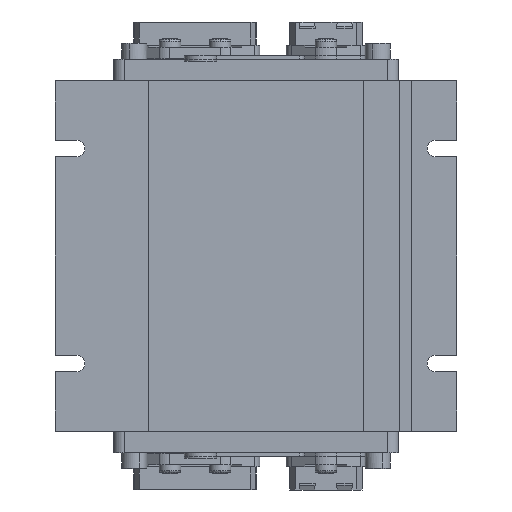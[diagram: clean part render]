
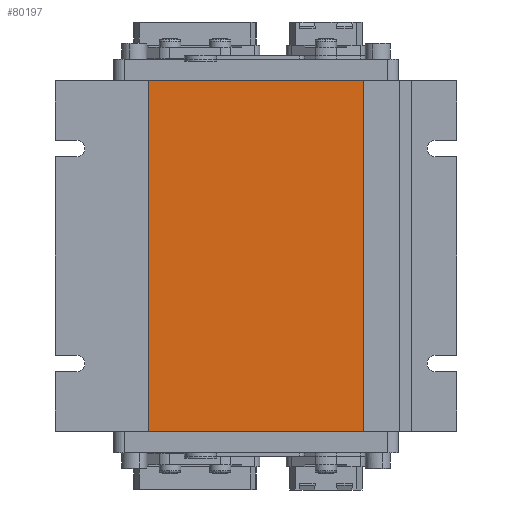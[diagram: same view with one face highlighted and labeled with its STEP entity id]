
A CAD part, front view. The second image highlights one B-rep face of the part: STEP entity #80197.
In plain terms, the highlighted planar face has unit normal (0, -1, 0).
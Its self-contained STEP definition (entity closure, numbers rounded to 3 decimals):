
#80184=AXIS2_PLACEMENT_3D('Plane Axis2P3D',#80181,#80182,#80183) ;
#7155=CARTESIAN_POINT('Vertex',(86.,27.499,16.3)) ;
#7158=CARTESIAN_POINT('Line Origine',(56.,27.499,16.3)) ;
#7162=CARTESIAN_POINT('Vertex',(26.,27.499,16.3)) ;
#7602=CARTESIAN_POINT('Line Origine',(26.,27.499,65.2)) ;
#7606=CARTESIAN_POINT('Vertex',(26.,27.499,114.1)) ;
#80166=CARTESIAN_POINT('Vertex',(86.,27.499,114.1)) ;
#80169=CARTESIAN_POINT('Line Origine',(86.,27.499,65.2)) ;
#80181=CARTESIAN_POINT('Axis2P3D Location',(93.,27.499,65.2)) ;
#80186=CARTESIAN_POINT('Line Origine',(56.,27.499,114.1)) ;
#7159=DIRECTION('Vector Direction',(-1.,0.,0.)) ;
#7603=DIRECTION('Vector Direction',(0.,0.,-1.)) ;
#80170=DIRECTION('Vector Direction',(0.,0.,-1.)) ;
#80182=DIRECTION('Axis2P3D Direction',(0.,1.,0.)) ;
#80183=DIRECTION('Axis2P3D XDirection',(-1.,0.,0.)) ;
#80187=DIRECTION('Vector Direction',(-1.,0.,0.)) ;
#7160=VECTOR('Line Direction',#7159,1.) ;
#7604=VECTOR('Line Direction',#7603,1.) ;
#80171=VECTOR('Line Direction',#80170,1.) ;
#80188=VECTOR('Line Direction',#80187,1.) ;
#80192=ORIENTED_EDGE('',*,*,#80190,.F.) ;
#80193=ORIENTED_EDGE('',*,*,#7608,.T.) ;
#80194=ORIENTED_EDGE('',*,*,#7164,.T.) ;
#80195=ORIENTED_EDGE('',*,*,#80173,.F.) ;
#80197=ADVANCED_FACE('Brep With Voids',(#80196),#80185,.F.) ;
#7164=EDGE_CURVE('',#7163,#7156,#7161,.F.) ;
#7608=EDGE_CURVE('',#7607,#7163,#7605,.T.) ;
#80173=EDGE_CURVE('',#80167,#7156,#80172,.T.) ;
#80190=EDGE_CURVE('',#7607,#80167,#80189,.F.) ;
#80191=EDGE_LOOP('',(#80192,#80193,#80194,#80195)) ;
#80196=FACE_OUTER_BOUND('',#80191,.T.) ;
#7161=LINE('Line',#7158,#7160) ;
#7605=LINE('Line',#7602,#7604) ;
#80172=LINE('Line',#80169,#80171) ;
#80189=LINE('Line',#80186,#80188) ;
#80185=PLANE('',#80184) ;
#7156=VERTEX_POINT('',#7155) ;
#7163=VERTEX_POINT('',#7162) ;
#7607=VERTEX_POINT('',#7606) ;
#80167=VERTEX_POINT('',#80166) ;
